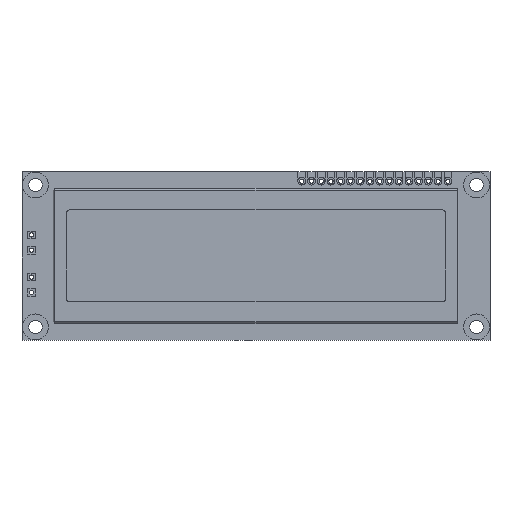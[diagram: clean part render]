
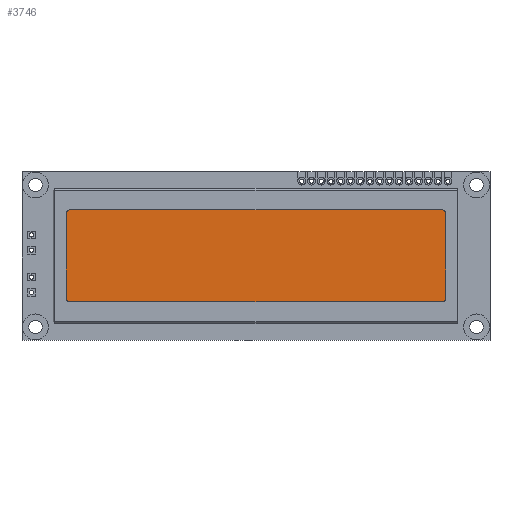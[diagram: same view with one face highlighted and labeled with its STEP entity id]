
A CAD part, top view. The second image highlights one B-rep face of the part: STEP entity #3746.
In plain terms, the highlighted planar face has unit normal (0, 0, 1).
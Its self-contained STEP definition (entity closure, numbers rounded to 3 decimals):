
#12=DIRECTION('',(0.,0.,1.));
#32=VECTOR('',#33,1.);
#33=DIRECTION('',(0.,1.,0.));
#65=DIRECTION('',(0.,-1.,0.));
#75=VECTOR('',#76,1.);
#76=DIRECTION('',(1.,0.,0.));
#488=DIRECTION('',(0.,0.,-1.));
#3612=EDGE_CURVE('',#3613,#3615,#3617,.T.);
#3613=VERTEX_POINT('',#3614);
#3614=CARTESIAN_POINT('',(-66.5,-30.5,15.2));
#3615=VERTEX_POINT('',#3616);
#3616=CARTESIAN_POINT('',(-65.5,-31.5,15.2));
#3617=CIRCLE('',#3618,1.);
#3618=AXIS2_PLACEMENT_3D('',#3619,#3620,#65);
#3619=CARTESIAN_POINT('',(-65.5,-30.5,15.2));
#3620=DIRECTION('',(0.,0.,1.));
#3622=EDGE_CURVE('',#3613,#3623,#3625,.T.);
#3623=VERTEX_POINT('',#3624);
#3624=CARTESIAN_POINT('',(-66.5,-8.5,15.2));
#3625=LINE('',#3626,#32);
#3626=CARTESIAN_POINT('',(-66.5,-31.5,15.2));
#3628=EDGE_CURVE('',#3623,#3629,#3631,.T.);
#3629=VERTEX_POINT('',#3630);
#3630=CARTESIAN_POINT('',(-65.5,-7.5,15.2));
#3631=CIRCLE('',#3632,1.);
#3632=AXIS2_PLACEMENT_3D('',#3633,#488,#65);
#3633=CARTESIAN_POINT('',(-65.5,-8.5,15.2));
#3635=EDGE_CURVE('',#3629,#3636,#3638,.T.);
#3636=VERTEX_POINT('',#3637);
#3637=CARTESIAN_POINT('',(31.5,-7.5,15.2));
#3638=LINE('',#3639,#75);
#3639=CARTESIAN_POINT('',(-66.5,-7.5,15.2));
#3641=EDGE_CURVE('',#3642,#3636,#3644,.T.);
#3642=VERTEX_POINT('',#3643);
#3643=CARTESIAN_POINT('',(32.5,-8.5,15.2));
#3644=CIRCLE('',#3645,1.);
#3645=AXIS2_PLACEMENT_3D('',#3646,#3620,#65);
#3646=CARTESIAN_POINT('',(31.5,-8.5,15.2));
#3648=EDGE_CURVE('',#3649,#3642,#3651,.T.);
#3649=VERTEX_POINT('',#3650);
#3650=CARTESIAN_POINT('',(32.5,-30.5,15.2));
#3651=LINE('',#3652,#32);
#3652=CARTESIAN_POINT('',(32.5,-31.5,15.2));
#3654=EDGE_CURVE('',#3655,#3649,#3657,.T.);
#3655=VERTEX_POINT('',#3656);
#3656=CARTESIAN_POINT('',(31.5,-31.5,15.2));
#3657=CIRCLE('',#3658,1.);
#3658=AXIS2_PLACEMENT_3D('',#3659,#3620,#65);
#3659=CARTESIAN_POINT('',(31.5,-30.5,15.2));
#3661=EDGE_CURVE('',#3615,#3655,#3662,.T.);
#3662=LINE('',#3626,#75);
#3746=ADVANCED_FACE('',(#3747),#3757,.T.);
#3747=FACE_BOUND('',#3748,.T.);
#3748=EDGE_LOOP('',(#3749,#3750,#3751,#3752,#3753,#3754,#3755,#3756));
#3749=ORIENTED_EDGE('',*,*,#3648,.T.);
#3750=ORIENTED_EDGE('',*,*,#3641,.T.);
#3751=ORIENTED_EDGE('',*,*,#3635,.F.);
#3752=ORIENTED_EDGE('',*,*,#3628,.F.);
#3753=ORIENTED_EDGE('',*,*,#3622,.F.);
#3754=ORIENTED_EDGE('',*,*,#3612,.T.);
#3755=ORIENTED_EDGE('',*,*,#3661,.T.);
#3756=ORIENTED_EDGE('',*,*,#3654,.T.);
#3757=PLANE('',#3758);
#3758=AXIS2_PLACEMENT_3D('',#3626,#12,#76);
